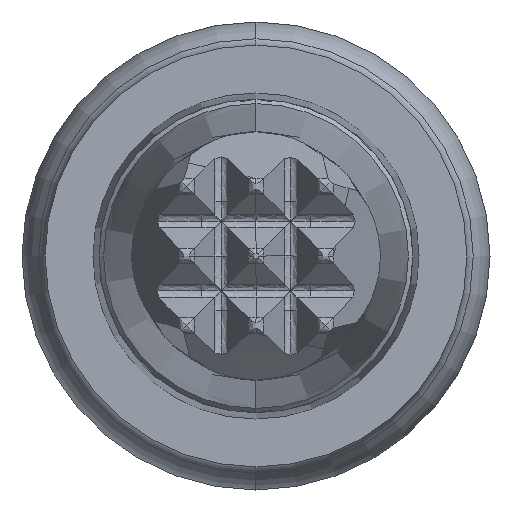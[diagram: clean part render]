
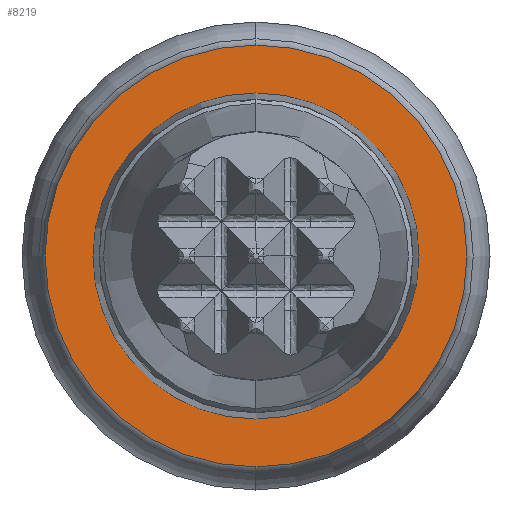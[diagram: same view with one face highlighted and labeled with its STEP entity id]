
A CAD part, left-side view. The second image highlights one B-rep face of the part: STEP entity #8219.
In plain terms, the highlighted planar face has unit normal (-1, 0, 0).
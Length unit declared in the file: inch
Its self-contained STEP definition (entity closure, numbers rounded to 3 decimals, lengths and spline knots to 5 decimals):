
#366 = CARTESIAN_POINT ( 'NONE',  ( 0., 0., -0.01874 ) ) ;
#435 = AXIS2_PLACEMENT_3D ( 'NONE', #4329, #9615, #443 ) ;
#443 = DIRECTION ( 'NONE',  ( 0., 0., -1. ) ) ;
#709 = DIRECTION ( 'NONE',  ( 0., 0., -1. ) ) ;
#835 = AXIS2_PLACEMENT_3D ( 'NONE', #7673, #3753, #2952 ) ;
#1129 = EDGE_CURVE ( 'NONE', #9856, #2558, #7072, .T. ) ;
#1438 = CARTESIAN_POINT ( 'NONE',  ( 0., 0., -0.02425 ) ) ;
#1492 = DIRECTION ( 'NONE',  ( 1., 0., 0. ) ) ;
#1552 = ORIENTED_EDGE ( 'NONE', *, *, #5922, .F. ) ;
#1644 = CARTESIAN_POINT ( 'NONE',  ( 0., 0., 0. ) ) ;
#1828 = EDGE_CURVE ( 'NONE', #2558, #9856, #6106, .T. ) ;
#1863 = CIRCLE ( 'NONE', #3201, 0.02425 ) ;
#1932 = VERTEX_POINT ( 'NONE', #9393 ) ;
#2154 = FACE_BOUND ( 'NONE', #5757, .T. ) ;
#2280 = ORIENTED_EDGE ( 'NONE', *, *, #9602, .F. ) ;
#2530 = EDGE_LOOP ( 'NONE', ( #2280, #1552 ) ) ;
#2558 = VERTEX_POINT ( 'NONE', #366 ) ;
#2952 = DIRECTION ( 'NONE',  ( 0., 0., -1. ) ) ;
#3201 = AXIS2_PLACEMENT_3D ( 'NONE', #4003, #3819, #6767 ) ;
#3232 = DIRECTION ( 'NONE',  ( 0., 0., -1. ) ) ;
#3238 = ORIENTED_EDGE ( 'NONE', *, *, #1129, .T. ) ;
#3681 = VERTEX_POINT ( 'NONE', #1438 ) ;
#3753 = DIRECTION ( 'NONE',  ( 1., 0., 0. ) ) ;
#3816 = AXIS2_PLACEMENT_3D ( 'NONE', #1644, #7155, #3232 ) ;
#3819 = DIRECTION ( 'NONE',  ( 1., 0., 0. ) ) ;
#4003 = CARTESIAN_POINT ( 'NONE',  ( 0., 0., 0. ) ) ;
#4329 = CARTESIAN_POINT ( 'NONE',  ( 0., 0., 0. ) ) ;
#4915 = CIRCLE ( 'NONE', #835, 0.02425 ) ;
#5757 = EDGE_LOOP ( 'NONE', ( #9320, #3238 ) ) ;
#5922 = EDGE_CURVE ( 'NONE', #1932, #3681, #1863, .T. ) ;
#6106 = CIRCLE ( 'NONE', #3816, 0.01874 ) ;
#6192 = CARTESIAN_POINT ( 'NONE',  ( 0., 0.02725, 0. ) ) ;
#6767 = DIRECTION ( 'NONE',  ( 0., 0., -1. ) ) ;
#7072 = CIRCLE ( 'NONE', #435, 0.01874 ) ;
#7155 = DIRECTION ( 'NONE',  ( 1., 0., 0. ) ) ;
#7288 = AXIS2_PLACEMENT_3D ( 'NONE', #6192, #1492, #709 ) ;
#7673 = CARTESIAN_POINT ( 'NONE',  ( 0., 0., 0. ) ) ;
#8087 = CARTESIAN_POINT ( 'NONE',  ( 0., 0., 0.01874 ) ) ;
#8177 = FACE_OUTER_BOUND ( 'NONE', #2530, .T. ) ;
#8219 = ADVANCED_FACE ( 'NONE', ( #2154, #8177 ), #10178, .F. ) ;
#9320 = ORIENTED_EDGE ( 'NONE', *, *, #1828, .T. ) ;
#9393 = CARTESIAN_POINT ( 'NONE',  ( 0., 0., 0.02425 ) ) ;
#9602 = EDGE_CURVE ( 'NONE', #3681, #1932, #4915, .T. ) ;
#9615 = DIRECTION ( 'NONE',  ( 1., 0., 0. ) ) ;
#9856 = VERTEX_POINT ( 'NONE', #8087 ) ;
#10178 = PLANE ( 'NONE',  #7288 ) ;
